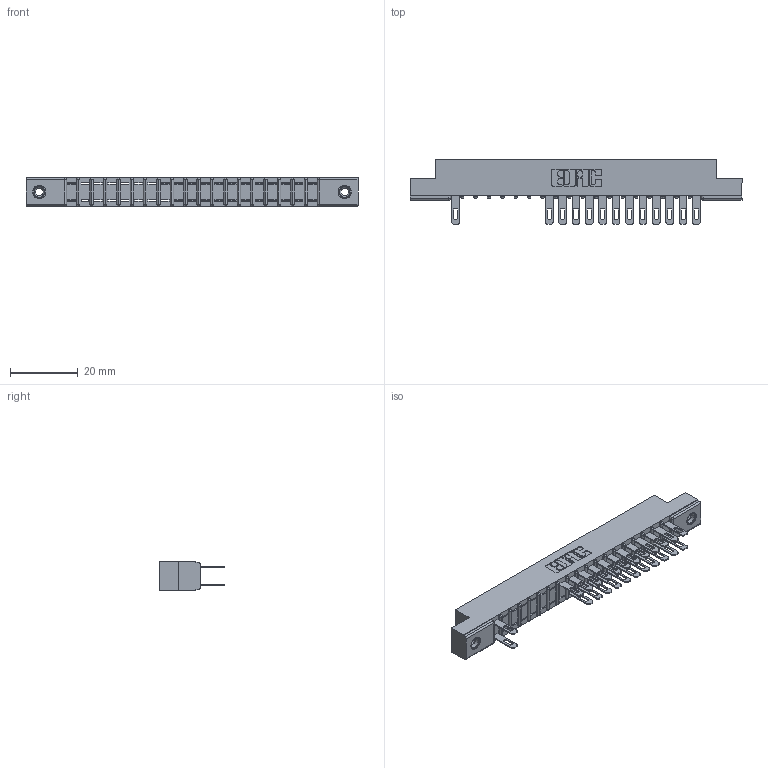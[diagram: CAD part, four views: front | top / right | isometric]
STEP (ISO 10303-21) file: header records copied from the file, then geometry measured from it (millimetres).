
FILE_DESCRIPTION (( 'STEP AP203' ), '1' );
FILE_NAME ('307-038-500-208.STEP', '2018-08-05T11:32:51', ( '' ), ( '' ), 'SwSTEP 2.0', 'SolidWorks 2016', '' );
FILE_SCHEMA (( 'CONFIG_CONTROL_DESIGN' ));
Length unit declared in the file: inch
Products named in the file (4): 307 Part_.156 Dia Mounting Holes; 307-290-001_500; 345-250-001_345-250-003-102; 307-038-500-208
Assembly tree (28 placements, depth 2):
  307-038-500-208
    307 Part_.156 Dia Mounting Holes
    307-290-001_500  x25
    345-250-001_345-250-003-102  x2
Bounding box: 98.3 x 19.18 x 8.71 mm (x, y, z)
Volume: 6326.9 mm3; surface area: 10443.4 mm2
Topology: 28 solids, 28 shells, 1478 faces, 4125 edges, 2654 vertices
Faces by surface type: plane 930, cylinder 492, sphere 40, cone 12, torus 4
Entity records: 20475 total; most frequent: CARTESIAN_POINT 3393, ORIENTED_EDGE 3366, DIRECTION 3331, EDGE_CURVE 1683, LINE 1279, VECTOR 1279, VERTEX_POINT 1088, AXIS2_PLACEMENT_3D 1026
